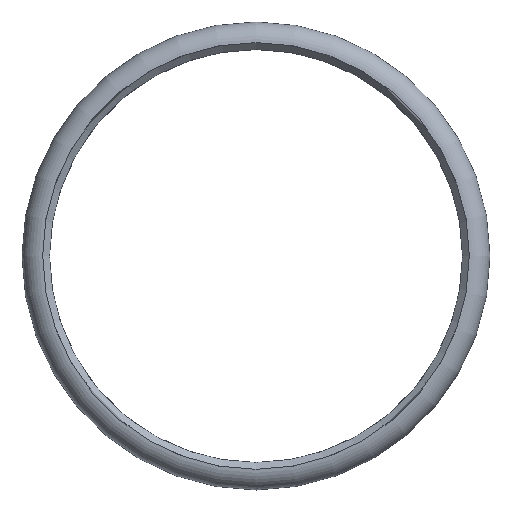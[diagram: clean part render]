
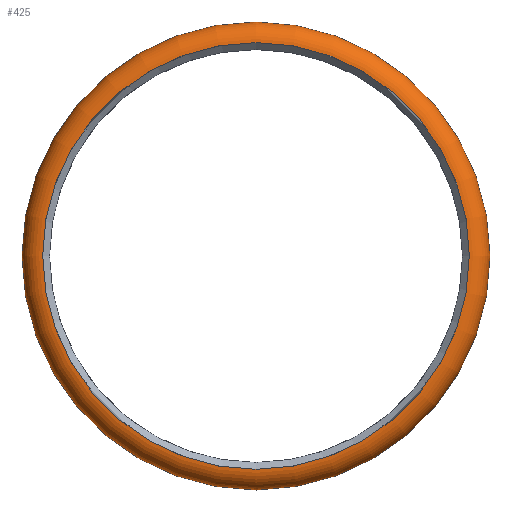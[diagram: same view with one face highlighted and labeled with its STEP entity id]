
A CAD part, top view. The second image highlights one B-rep face of the part: STEP entity #425.
In plain terms, the highlighted toroidal (fillet/blend) face has major radius 15.5 mm and minor radius 1.5 mm.
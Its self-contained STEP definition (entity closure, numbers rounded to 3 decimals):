
#15=TOROIDAL_SURFACE('',#473,15.5,1.5);
#65=FACE_OUTER_BOUND('',#89,.T.);
#89=EDGE_LOOP('',(#363,#364,#365,#366,#367,#368));
#147=CIRCLE('',#448,17.);
#148=CIRCLE('',#449,17.);
#157=CIRCLE('',#474,15.5);
#158=CIRCLE('',#475,1.5);
#159=CIRCLE('',#476,15.5);
#182=VERTEX_POINT('',#654);
#183=VERTEX_POINT('',#656);
#201=VERTEX_POINT('',#756);
#202=VERTEX_POINT('',#757);
#228=EDGE_CURVE('',#183,#182,#147,.T.);
#229=EDGE_CURVE('',#182,#183,#148,.T.);
#262=EDGE_CURVE('',#201,#202,#157,.T.);
#263=EDGE_CURVE('',#202,#183,#158,.T.);
#264=EDGE_CURVE('',#202,#201,#159,.T.);
#363=ORIENTED_EDGE('',*,*,#262,.T.);
#364=ORIENTED_EDGE('',*,*,#263,.T.);
#365=ORIENTED_EDGE('',*,*,#228,.T.);
#366=ORIENTED_EDGE('',*,*,#229,.T.);
#367=ORIENTED_EDGE('',*,*,#263,.F.);
#368=ORIENTED_EDGE('',*,*,#264,.T.);
#425=ADVANCED_FACE('',(#65),#15,.T.);
#448=AXIS2_PLACEMENT_3D('',#657,#530,#531);
#449=AXIS2_PLACEMENT_3D('',#658,#532,#533);
#473=AXIS2_PLACEMENT_3D('',#755,#588,#589);
#474=AXIS2_PLACEMENT_3D('',#758,#590,#591);
#475=AXIS2_PLACEMENT_3D('',#759,#592,#593);
#476=AXIS2_PLACEMENT_3D('',#760,#594,#595);
#530=DIRECTION('center_axis',(0.,0.,1.));
#531=DIRECTION('ref_axis',(-1.,0.,0.));
#532=DIRECTION('center_axis',(0.,0.,1.));
#533=DIRECTION('ref_axis',(-1.,0.,0.));
#588=DIRECTION('center_axis',(0.,0.,1.));
#589=DIRECTION('ref_axis',(1.,0.,0.));
#590=DIRECTION('center_axis',(0.,0.,-1.));
#591=DIRECTION('ref_axis',(-1.,0.,0.));
#592=DIRECTION('center_axis',(0.,-1.,0.));
#593=DIRECTION('ref_axis',(-1.,0.,0.));
#594=DIRECTION('center_axis',(0.,0.,-1.));
#595=DIRECTION('ref_axis',(-1.,0.,0.));
#654=CARTESIAN_POINT('',(57.,100.,10.1));
#656=CARTESIAN_POINT('',(23.,100.,10.1));
#657=CARTESIAN_POINT('Origin',(40.,100.,10.1));
#658=CARTESIAN_POINT('Origin',(40.,100.,10.1));
#755=CARTESIAN_POINT('Origin',(40.,100.,10.1));
#756=CARTESIAN_POINT('',(55.5,100.,11.6));
#757=CARTESIAN_POINT('',(24.5,100.,11.6));
#758=CARTESIAN_POINT('Origin',(40.,100.,11.6));
#759=CARTESIAN_POINT('Origin',(24.5,100.,10.1));
#760=CARTESIAN_POINT('Origin',(40.,100.,11.6));
